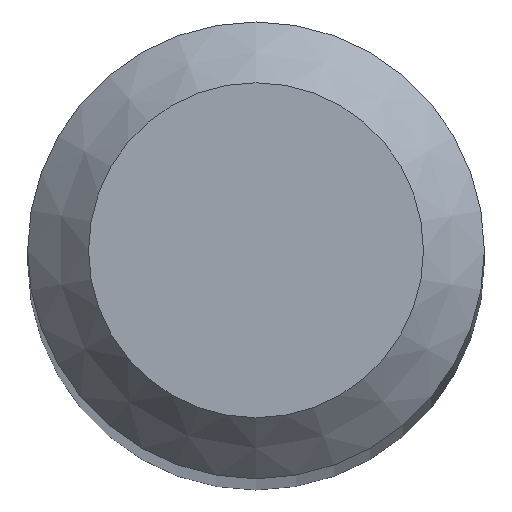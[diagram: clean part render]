
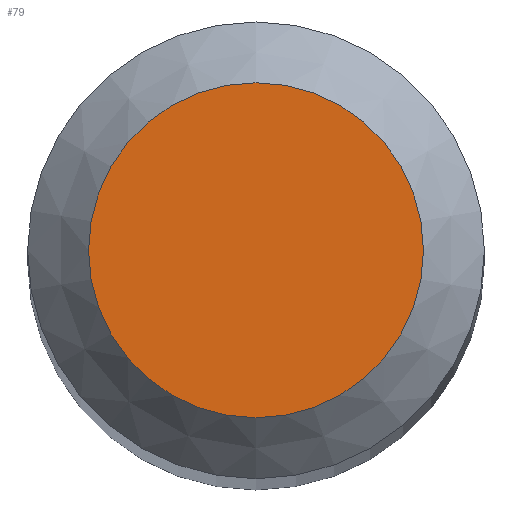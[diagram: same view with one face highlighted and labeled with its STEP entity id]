
A CAD part, top view. The second image highlights one B-rep face of the part: STEP entity #79.
In plain terms, the highlighted planar face has unit normal (0, 0, 1).
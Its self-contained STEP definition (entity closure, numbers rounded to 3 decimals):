
#1 = ORIENTED_EDGE ( 'NONE', *, *, #179, .F. ) ;
#12 = AXIS2_PLACEMENT_3D ( 'NONE', #65, #234, #25 ) ;
#14 = CARTESIAN_POINT ( 'NONE',  ( 0., 1.1, 62. ) ) ;
#25 = DIRECTION ( 'NONE',  ( 0., 1., 0. ) ) ;
#42 = CARTESIAN_POINT ( 'NONE',  ( 0., 0., 62. ) ) ;
#65 = CARTESIAN_POINT ( 'NONE',  ( 0., 0., 62. ) ) ;
#68 = DIRECTION ( 'NONE',  ( 0., 0., -1. ) ) ;
#79 = ADVANCED_FACE ( 'NONE', ( #111 ), #243, .F. ) ;
#80 = CIRCLE ( 'NONE', #182, 1.1 ) ;
#111 = FACE_OUTER_BOUND ( 'NONE', #187, .T. ) ;
#129 = DIRECTION ( 'NONE',  ( 0., 1., 0. ) ) ;
#138 = VERTEX_POINT ( 'NONE', #14 ) ;
#179 = EDGE_CURVE ( 'NONE', #138, #138, #80, .T. ) ;
#182 = AXIS2_PLACEMENT_3D ( 'NONE', #42, #68, #129 ) ;
#187 = EDGE_LOOP ( 'NONE', ( #1 ) ) ;
#234 = DIRECTION ( 'NONE',  ( 0., 0., -1. ) ) ;
#243 = PLANE ( 'NONE',  #12 ) ;
